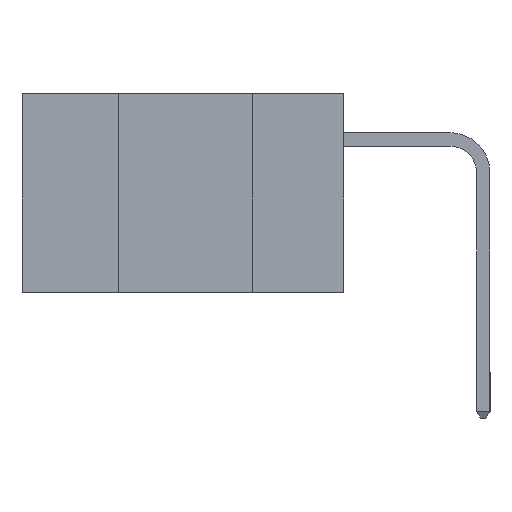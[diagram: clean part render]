
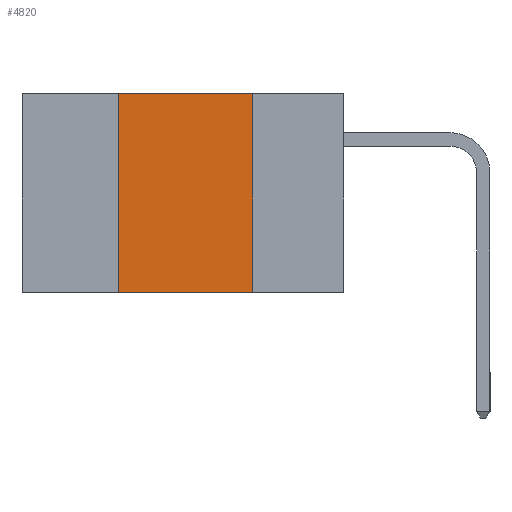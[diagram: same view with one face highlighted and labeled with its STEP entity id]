
A CAD part, left-side view. The second image highlights one B-rep face of the part: STEP entity #4820.
In plain terms, the highlighted planar face has unit normal (-1, 0, 0).
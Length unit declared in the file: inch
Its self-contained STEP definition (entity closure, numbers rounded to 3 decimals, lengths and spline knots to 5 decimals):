
#27 = VERTEX_POINT ( 'NONE', #13326 ) ;
#541 = ORIENTED_EDGE ( 'NONE', *, *, #7545, .F. ) ;
#804 = DIRECTION ( 'NONE',  ( 0., 0., -1. ) ) ;
#2071 = ORIENTED_EDGE ( 'NONE', *, *, #14897, .T. ) ;
#3796 = VECTOR ( 'NONE', #7182, 39.37008 ) ;
#4225 = EDGE_CURVE ( 'NONE', #27, #10637, #11938, .T. ) ;
#4820 = ADVANCED_FACE ( 'NONE', ( #6964 ), #11446, .F. ) ;
#5360 = ORIENTED_EDGE ( 'NONE', *, *, #4225, .F. ) ;
#6188 = CARTESIAN_POINT ( 'NONE',  ( 0., 0.6, 0. ) ) ;
#6252 = DIRECTION ( 'NONE',  ( 1., 0., 0. ) ) ;
#6261 = CARTESIAN_POINT ( 'NONE',  ( 0., 0.42, 0. ) ) ;
#6845 = CARTESIAN_POINT ( 'NONE',  ( 0., 0.17, -0.37 ) ) ;
#6857 = VERTEX_POINT ( 'NONE', #6261 ) ;
#6964 = FACE_OUTER_BOUND ( 'NONE', #8174, .T. ) ;
#7182 = DIRECTION ( 'NONE',  ( 0., -1., 0. ) ) ;
#7252 = CARTESIAN_POINT ( 'NONE',  ( 0., 0.17, 0. ) ) ;
#7545 = EDGE_CURVE ( 'NONE', #10363, #6857, #12049, .T. ) ;
#7896 = AXIS2_PLACEMENT_3D ( 'NONE', #6188, #6252, #804 ) ;
#8174 = EDGE_LOOP ( 'NONE', ( #5360, #15886, #541, #2071 ) ) ;
#8211 = DIRECTION ( 'NONE',  ( 0., -1., 0. ) ) ;
#9624 = EDGE_CURVE ( 'NONE', #6857, #27, #16941, .T. ) ;
#10363 = VERTEX_POINT ( 'NONE', #16959 ) ;
#10637 = VERTEX_POINT ( 'NONE', #6845 ) ;
#11304 = DIRECTION ( 'NONE',  ( 0., 0., -1. ) ) ;
#11446 = PLANE ( 'NONE',  #7896 ) ;
#11938 = LINE ( 'NONE', #7252, #12156 ) ;
#12049 = LINE ( 'NONE', #12785, #17102 ) ;
#12156 = VECTOR ( 'NONE', #11304, 39.37008 ) ;
#12463 = CARTESIAN_POINT ( 'NONE',  ( 0., 0.6, 0. ) ) ;
#12785 = CARTESIAN_POINT ( 'NONE',  ( 0., 0.42, 0. ) ) ;
#13326 = CARTESIAN_POINT ( 'NONE',  ( 0., 0.17, 0. ) ) ;
#14232 = VECTOR ( 'NONE', #8211, 39.37008 ) ;
#14619 = DIRECTION ( 'NONE',  ( 0., 0., 1. ) ) ;
#14897 = EDGE_CURVE ( 'NONE', #10363, #10637, #16345, .T. ) ;
#14909 = CARTESIAN_POINT ( 'NONE',  ( 0., 0.6, -0.37 ) ) ;
#15886 = ORIENTED_EDGE ( 'NONE', *, *, #9624, .F. ) ;
#16345 = LINE ( 'NONE', #14909, #14232 ) ;
#16941 = LINE ( 'NONE', #12463, #3796 ) ;
#16959 = CARTESIAN_POINT ( 'NONE',  ( 0., 0.42, -0.37 ) ) ;
#17102 = VECTOR ( 'NONE', #14619, 39.37008 ) ;
